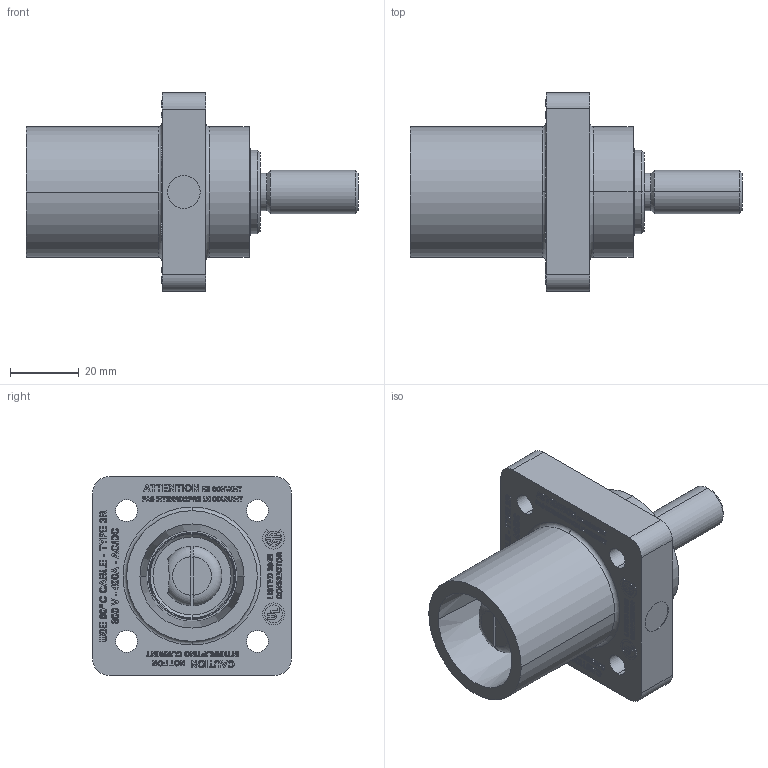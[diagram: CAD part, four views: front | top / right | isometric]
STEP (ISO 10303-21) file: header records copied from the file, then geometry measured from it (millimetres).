
FILE_DESCRIPTION (( 'STEP AP214' ), '1' );
FILE_NAME ('CATSTD-16R23-1UX-M01.STEP', '2020-08-31T15:19:32', ( '' ), ( '' ), 'SwSTEP 2.0', 'SolidWorks 2020', '' );
FILE_SCHEMA (( 'AUTOMOTIVE_DESIGN' ));
Length unit declared in the file: inch
Products named in the file (1): CATSTD-16R23-1UX-M01
Bounding box: 96.82 x 57.94 x 57.94 mm (x, y, z)
Surface area: 26358.4 mm2 (no closed solid volume)
Topology: 0 solids, 4 shells, 1196 faces, 4542 edges, 3188 vertices
Faces by surface type: plane 756, bspline 334, cylinder 90, torus 8, cone 8
Entity records: 86189 total; most frequent: CARTESIAN_POINT 36170, ORIENTED_EDGE 7158, DIRECTION 5449, EDGE_CURVE 4542, LINE 3259, VECTOR 3259, VERTEX_POINT 3188, EDGE_LOOP 1406
